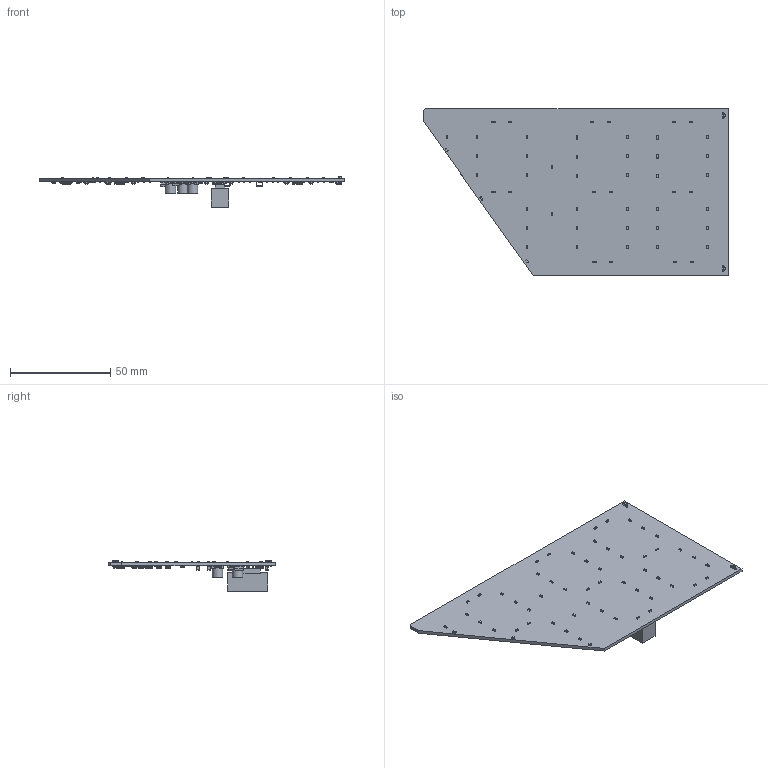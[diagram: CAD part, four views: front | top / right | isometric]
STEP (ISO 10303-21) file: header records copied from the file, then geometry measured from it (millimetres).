
FILE_DESCRIPTION(('Open CASCADE Model'),'2;1');
FILE_NAME('Open CASCADE Shape Model','2024-10-04T18:14:47',('Author'),( 'Open CASCADE'),'Open CASCADE STEP processor 7.5','Open CASCADE 7.5' ,'Unknown');
FILE_SCHEMA(('AUTOMOTIVE_DESIGN { 1 0 10303 214 1 1 1 1 }'));
Length unit declared in the file: millimetre
Products named in the file (191): PCB; Board; Open CASCADE STEP translator 7.5 1.1.1; R3_EX5; Resistor 0402; R3_EX4; R3_EX3; R3_EX2; R3_EX1; D3B2; WL-SMCW SMT LED WURTH ELEKTRONIK 0603; Component1; Open CASCADE STEP translator 7.5 1.7.1.2; D1; GS1M-LTP; Q2D1; 17850032; RN3A; EXB-2HV331JV; Body; Pins; RN2A; RN1A; RN0A; R12; R10; R9; Q5; Q4; 17852752; J1; 72454-010LF v2; R2E2; R2D2; TP9; 5566916128; TP8; TP7; TP6; TP5 ...
Assembly tree (354 placements, depth 5):
  PCB
    Board
      Open CASCADE STEP translator 7.5 1.1.1
    R3_EX5
      Resistor 0402
    R3_EX4
      Resistor 0402
    R3_EX3
      Resistor 0402
    R3_EX2
      Resistor 0402
    R3_EX1
      Resistor 0402
    D3B2
      WL-SMCW SMT LED WURTH ELEKTRONIK 0603
        Component1
        Open CASCADE STEP translator 7.5 1.7.1.2
    D1
      GS1M-LTP
    Q2D1
      17850032
    RN3A
      EXB-2HV331JV
        Body
        Pins
    RN2A
      EXB-2HV331JV
        Body
        Pins
    RN1A
      EXB-2HV331JV
        Body
        Pins
    RN0A
      EXB-2HV331JV
        Body
        Pins
    R12
      Resistor 0402
    R10
      Resistor 0402
    R9
      Resistor 0402
    Q5
      17850032
    Q4
      17852752
    J1
      72454-010LF v2
    R2E2
      Resistor 0402
    R2D2
      Resistor 0402
    TP9
      5566916128
    TP8
      5566916128
    TP7
      5566916128
    TP6
Bounding box: 152.03 x 83 x 15.18 mm (x, y, z)
Volume: 18468.2 mm3; surface area: 25976.1 mm2
Topology: 1141 solids, 1141 shells, 14719 faces, 35222 edges, 22602 vertices
Faces by surface type: plane 9133, bspline 3312, cylinder 2010, sphere 264
Full cylindrical faces by diameter (mm): 0.023 x56, 0.071 x112, 5.231 x3
Entity records: 63273 total; most frequent: CARTESIAN_POINT 12320, DIRECTION 9382, ORIENTED_EDGE 9260, EDGE_CURVE 4630, LINE 3722, VECTOR 3722, VERTEX_POINT 2986, AXIS2_PLACEMENT_3D 2830
